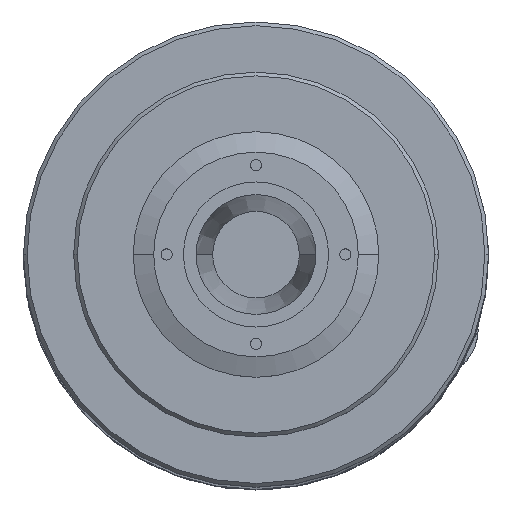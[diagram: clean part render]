
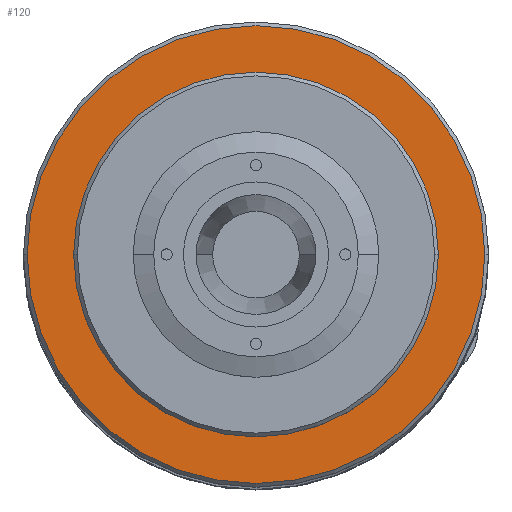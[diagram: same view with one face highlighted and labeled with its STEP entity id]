
A CAD part, top view. The second image highlights one B-rep face of the part: STEP entity #120.
In plain terms, the highlighted face is planar.
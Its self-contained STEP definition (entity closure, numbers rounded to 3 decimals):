
#120 = ADVANCED_FACE ( 'NONE', ( #7424, #5855 ), #4537, .F. ) ;
#291 = CARTESIAN_POINT ( 'NONE',  ( 16., 0., 0. ) ) ;
#591 = AXIS2_PLACEMENT_3D ( 'NONE', #291, #2141, #5648 ) ;
#652 = ORIENTED_EDGE ( 'NONE', *, *, #4095, .T. ) ;
#901 = ORIENTED_EDGE ( 'NONE', *, *, #7562, .F. ) ;
#902 = DIRECTION ( 'NONE',  ( 0., 0., -1. ) ) ;
#979 = AXIS2_PLACEMENT_3D ( 'NONE', #2677, #6325, #902 ) ;
#1349 = ORIENTED_EDGE ( 'NONE', *, *, #4430, .F. ) ;
#1420 = EDGE_LOOP ( 'NONE', ( #652, #6744 ) ) ;
#1422 = DIRECTION ( 'NONE',  ( -1., 0., 0. ) ) ;
#1940 = CIRCLE ( 'NONE', #6307, 61.5 ) ;
#1959 = EDGE_CURVE ( 'NONE', #4652, #6416, #1940, .T. ) ;
#2141 = DIRECTION ( 'NONE',  ( -1., 0., 0. ) ) ;
#2314 = DIRECTION ( 'NONE',  ( 0., 0., 1. ) ) ;
#2407 = CARTESIAN_POINT ( 'NONE',  ( 16., 0., -61.5 ) ) ;
#2636 = EDGE_LOOP ( 'NONE', ( #901, #1349 ) ) ;
#2672 = VERTEX_POINT ( 'NONE', #3490 ) ;
#2677 = CARTESIAN_POINT ( 'NONE',  ( 16., 49., 0. ) ) ;
#2758 = AXIS2_PLACEMENT_3D ( 'NONE', #7048, #6436, #2314 ) ;
#3215 = DIRECTION ( 'NONE',  ( -1., 0., 0. ) ) ;
#3488 = CIRCLE ( 'NONE', #7217, 49. ) ;
#3490 = CARTESIAN_POINT ( 'NONE',  ( 16., 0., 49. ) ) ;
#4080 = CARTESIAN_POINT ( 'NONE',  ( 16., 0., 61.5 ) ) ;
#4095 = EDGE_CURVE ( 'NONE', #6416, #4652, #5451, .T. ) ;
#4430 = EDGE_CURVE ( 'NONE', #5914, #2672, #3488, .T. ) ;
#4537 = PLANE ( 'NONE',  #979 ) ;
#4652 = VERTEX_POINT ( 'NONE', #4080 ) ;
#5451 = CIRCLE ( 'NONE', #591, 61.5 ) ;
#5591 = CARTESIAN_POINT ( 'NONE',  ( 16., 0., 0. ) ) ;
#5648 = DIRECTION ( 'NONE',  ( 0., 0., 1. ) ) ;
#5810 = CIRCLE ( 'NONE', #2758, 49. ) ;
#5855 = FACE_OUTER_BOUND ( 'NONE', #1420, .T. ) ;
#5914 = VERTEX_POINT ( 'NONE', #6735 ) ;
#6173 = CARTESIAN_POINT ( 'NONE',  ( 16., 0., 0. ) ) ;
#6247 = DIRECTION ( 'NONE',  ( 0., 0., 1. ) ) ;
#6307 = AXIS2_PLACEMENT_3D ( 'NONE', #5591, #3215, #7311 ) ;
#6325 = DIRECTION ( 'NONE',  ( 1., 0., 0. ) ) ;
#6416 = VERTEX_POINT ( 'NONE', #2407 ) ;
#6436 = DIRECTION ( 'NONE',  ( -1., 0., 0. ) ) ;
#6735 = CARTESIAN_POINT ( 'NONE',  ( 16., 0., -49. ) ) ;
#6744 = ORIENTED_EDGE ( 'NONE', *, *, #1959, .T. ) ;
#7048 = CARTESIAN_POINT ( 'NONE',  ( 16., 0., 0. ) ) ;
#7217 = AXIS2_PLACEMENT_3D ( 'NONE', #6173, #1422, #6247 ) ;
#7311 = DIRECTION ( 'NONE',  ( 0., 0., 1. ) ) ;
#7424 = FACE_BOUND ( 'NONE', #2636, .T. ) ;
#7562 = EDGE_CURVE ( 'NONE', #2672, #5914, #5810, .T. ) ;
